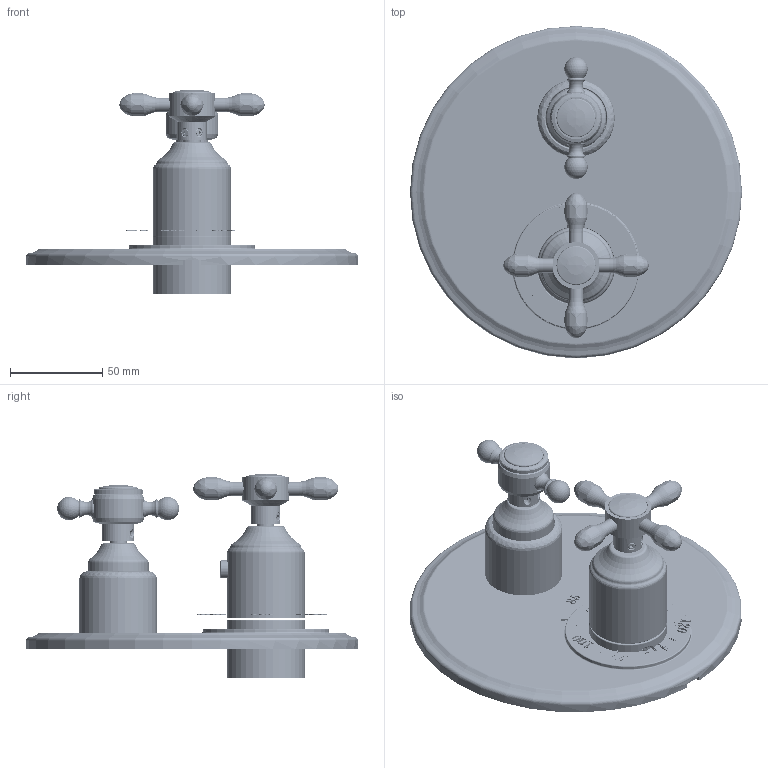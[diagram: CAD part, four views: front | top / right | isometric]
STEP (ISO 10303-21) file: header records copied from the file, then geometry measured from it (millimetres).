
FILE_DESCRIPTION((''),'2;1');
FILE_NAME('3-1643TR_ASM','2015-12-04T',('rsmith'),(''),'PRO/ENGINEER BY PARAMETRIC TECHNOLOGY CORPORATION, 2013150','PRO/ENGINEER BY PARAMETRIC TECHNOLOGY CORPORATION, 2013150','');
FILE_SCHEMA(('CONFIG_CONTROL_DESIGN'));
Products named in the file (29): 12346_AF0; H-78_2_FEET_AF0; 91678; 2-994_AF0_ASM; 12358; 91249; 91080; 2-989_ASM; 91308; 12344; 12345_AF0; 12352; 12353; 92849; 92137; 91246; 2-991_ASM; 92113; 10849; 10851; 92000; 98036; 10181; 1-110_ASM; 2-273_ASM; 11131; 11132; 2-443_ASM; 3-1643TR_ASM
Assembly tree (37 placements, depth 4):
  3-1643TR_ASM
    2-994_AF0_ASM
      12346_AF0
      H-78_2_FEET_AF0
      91678
    2-989_ASM
      12358
      91249
      91080
    91308
    12344
    12345_AF0
    2-991_ASM
      12352
      12353
      92849
      92137
      91246
    92113  x2
    2-273_ASM
      10849
      10851  x2
      92000  x2
      1-110_ASM
        98036
        10181
    2-443_ASM
      11131
      11132  x4
      92000  x2
    1-110_ASM
      98036
      10181
Bounding box: 180 x 180 x 111.12 mm (x, y, z)
Volume: 166549.3 mm3; surface area: 180672.6 mm2
Topology: 32 solids, 692 shells, 3173 faces, 10043 edges, 7651 vertices
Faces by surface type: plane 899, cylinder 803, bspline 573, extrusion 483, cone 209, torus 154, sphere 44, revolution 8
Entity records: 159450 total; most frequent: CARTESIAN_POINT 89444, ORIENTED_EDGE 14246, DIRECTION 10550, EDGE_CURVE 8926, VERTEX_POINT 6984, B_SPLINE_CURVE_WITH_KNOTS 4487, VECTOR 4084, LINE 3601
